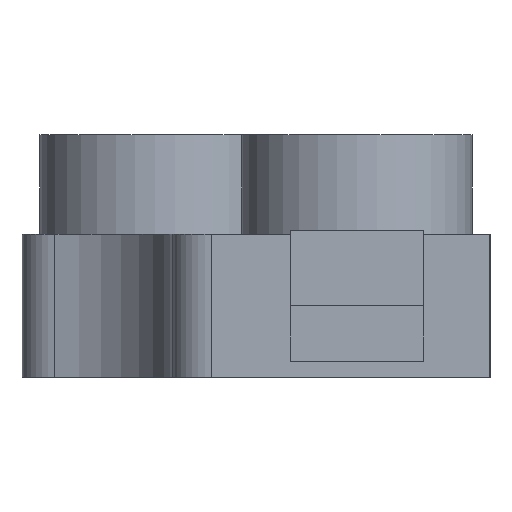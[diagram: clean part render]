
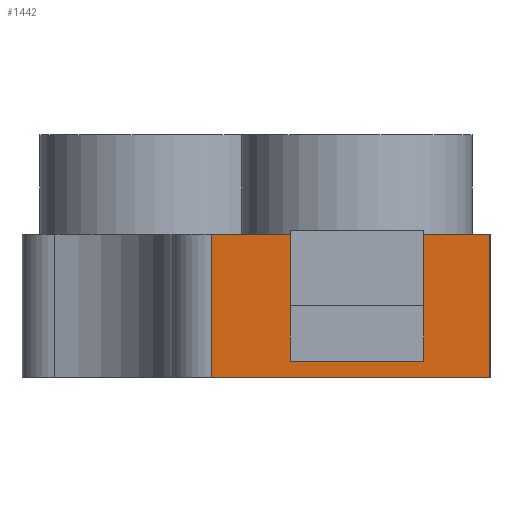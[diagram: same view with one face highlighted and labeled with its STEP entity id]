
A CAD part, left-side view. The second image highlights one B-rep face of the part: STEP entity #1442.
In plain terms, the highlighted planar face has unit normal (-1, 0, 0).
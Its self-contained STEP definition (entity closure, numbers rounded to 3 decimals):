
#72 = PLANE('',#73);
#73 = AXIS2_PLACEMENT_3D('',#74,#75,#76);
#74 = CARTESIAN_POINT('',(5.695,2.561,1.8));
#75 = DIRECTION('',(-0.,-0.,-1.));
#76 = DIRECTION('',(-1.,0.,0.));
#126 = PLANE('',#127);
#127 = AXIS2_PLACEMENT_3D('',#128,#129,#130);
#128 = CARTESIAN_POINT('',(5.695,2.561,0.));
#129 = DIRECTION('',(-0.,-0.,-1.));
#130 = DIRECTION('',(-1.,0.,0.));
#448 = VERTEX_POINT('',#449);
#449 = CARTESIAN_POINT('',(0.,0.,0.));
#463 = PLANE('',#464);
#464 = AXIS2_PLACEMENT_3D('',#465,#466,#467);
#465 = CARTESIAN_POINT('',(0.,0.,0.));
#466 = DIRECTION('',(0.,1.,0.));
#467 = DIRECTION('',(1.,0.,0.));
#475 = EDGE_CURVE('',#448,#476,#478,.T.);
#476 = VERTEX_POINT('',#477);
#477 = CARTESIAN_POINT('',(0.,3.5,0.));
#478 = SURFACE_CURVE('',#479,(#483,#490),.PCURVE_S1.);
#479 = LINE('',#480,#481);
#480 = CARTESIAN_POINT('',(0.,0.,0.));
#481 = VECTOR('',#482,1.);
#482 = DIRECTION('',(0.,1.,0.));
#483 = PCURVE('',#126,#484);
#484 = DEFINITIONAL_REPRESENTATION('',(#485),#489);
#485 = LINE('',#486,#487);
#486 = CARTESIAN_POINT('',(5.695,-2.561));
#487 = VECTOR('',#488,1.);
#488 = DIRECTION('',(0.,1.));
#489 = ( GEOMETRIC_REPRESENTATION_CONTEXT(2) 
PARAMETRIC_REPRESENTATION_CONTEXT() REPRESENTATION_CONTEXT('2D SPACE',''
  ) );
#490 = PCURVE('',#491,#496);
#491 = PLANE('',#492);
#492 = AXIS2_PLACEMENT_3D('',#493,#494,#495);
#493 = CARTESIAN_POINT('',(0.,0.,0.));
#494 = DIRECTION('',(-1.,0.,0.));
#495 = DIRECTION('',(0.,1.,0.));
#496 = DEFINITIONAL_REPRESENTATION('',(#497),#501);
#497 = LINE('',#498,#499);
#498 = CARTESIAN_POINT('',(0.,0.));
#499 = VECTOR('',#500,1.);
#500 = DIRECTION('',(1.,0.));
#501 = ( GEOMETRIC_REPRESENTATION_CONTEXT(2) 
PARAMETRIC_REPRESENTATION_CONTEXT() REPRESENTATION_CONTEXT('2D SPACE',''
  ) );
#524 = CYLINDRICAL_SURFACE('',#525,0.5);
#525 = AXIS2_PLACEMENT_3D('',#526,#527,#528);
#526 = CARTESIAN_POINT('',(0.5,3.5,0.));
#527 = DIRECTION('',(-0.,-0.,-1.));
#528 = DIRECTION('',(1.,0.,0.));
#853 = VERTEX_POINT('',#854);
#854 = CARTESIAN_POINT('',(0.,0.,1.8));
#875 = EDGE_CURVE('',#853,#876,#878,.T.);
#876 = VERTEX_POINT('',#877);
#877 = CARTESIAN_POINT('',(0.,3.5,1.8));
#878 = SURFACE_CURVE('',#879,(#883,#890),.PCURVE_S1.);
#879 = LINE('',#880,#881);
#880 = CARTESIAN_POINT('',(0.,0.,1.8));
#881 = VECTOR('',#882,1.);
#882 = DIRECTION('',(0.,1.,0.));
#883 = PCURVE('',#72,#884);
#884 = DEFINITIONAL_REPRESENTATION('',(#885),#889);
#885 = LINE('',#886,#887);
#886 = CARTESIAN_POINT('',(5.695,-2.561));
#887 = VECTOR('',#888,1.);
#888 = DIRECTION('',(0.,1.));
#889 = ( GEOMETRIC_REPRESENTATION_CONTEXT(2) 
PARAMETRIC_REPRESENTATION_CONTEXT() REPRESENTATION_CONTEXT('2D SPACE',''
  ) );
#890 = PCURVE('',#491,#891);
#891 = DEFINITIONAL_REPRESENTATION('',(#892),#896);
#892 = LINE('',#893,#894);
#893 = CARTESIAN_POINT('',(0.,-1.8));
#894 = VECTOR('',#895,1.);
#895 = DIRECTION('',(1.,0.));
#896 = ( GEOMETRIC_REPRESENTATION_CONTEXT(2) 
PARAMETRIC_REPRESENTATION_CONTEXT() REPRESENTATION_CONTEXT('2D SPACE',''
  ) );
#1392 = EDGE_CURVE('',#448,#853,#1393,.T.);
#1393 = SURFACE_CURVE('',#1394,(#1398,#1405),.PCURVE_S1.);
#1394 = LINE('',#1395,#1396);
#1395 = CARTESIAN_POINT('',(0.,0.,0.));
#1396 = VECTOR('',#1397,1.);
#1397 = DIRECTION('',(0.,0.,1.));
#1398 = PCURVE('',#463,#1399);
#1399 = DEFINITIONAL_REPRESENTATION('',(#1400),#1404);
#1400 = LINE('',#1401,#1402);
#1401 = CARTESIAN_POINT('',(0.,0.));
#1402 = VECTOR('',#1403,1.);
#1403 = DIRECTION('',(0.,-1.));
#1404 = ( GEOMETRIC_REPRESENTATION_CONTEXT(2) 
PARAMETRIC_REPRESENTATION_CONTEXT() REPRESENTATION_CONTEXT('2D SPACE',''
  ) );
#1405 = PCURVE('',#491,#1406);
#1406 = DEFINITIONAL_REPRESENTATION('',(#1407),#1411);
#1407 = LINE('',#1408,#1409);
#1408 = CARTESIAN_POINT('',(0.,0.));
#1409 = VECTOR('',#1410,1.);
#1410 = DIRECTION('',(0.,-1.));
#1411 = ( GEOMETRIC_REPRESENTATION_CONTEXT(2) 
PARAMETRIC_REPRESENTATION_CONTEXT() REPRESENTATION_CONTEXT('2D SPACE',''
  ) );
#1421 = EDGE_CURVE('',#476,#876,#1422,.T.);
#1422 = SURFACE_CURVE('',#1423,(#1427,#1434),.PCURVE_S1.);
#1423 = LINE('',#1424,#1425);
#1424 = CARTESIAN_POINT('',(0.,3.5,0.));
#1425 = VECTOR('',#1426,1.);
#1426 = DIRECTION('',(0.,0.,1.));
#1427 = PCURVE('',#524,#1428);
#1428 = DEFINITIONAL_REPRESENTATION('',(#1429),#1433);
#1429 = LINE('',#1430,#1431);
#1430 = CARTESIAN_POINT('',(-3.142,0.));
#1431 = VECTOR('',#1432,1.);
#1432 = DIRECTION('',(-0.,-1.));
#1433 = ( GEOMETRIC_REPRESENTATION_CONTEXT(2) 
PARAMETRIC_REPRESENTATION_CONTEXT() REPRESENTATION_CONTEXT('2D SPACE',''
  ) );
#1434 = PCURVE('',#491,#1435);
#1435 = DEFINITIONAL_REPRESENTATION('',(#1436),#1440);
#1436 = LINE('',#1437,#1438);
#1437 = CARTESIAN_POINT('',(3.5,0.));
#1438 = VECTOR('',#1439,1.);
#1439 = DIRECTION('',(0.,-1.));
#1440 = ( GEOMETRIC_REPRESENTATION_CONTEXT(2) 
PARAMETRIC_REPRESENTATION_CONTEXT() REPRESENTATION_CONTEXT('2D SPACE',''
  ) );
#1442 = ADVANCED_FACE('',(#1443,#1449),#491,.T.);
#1443 = FACE_BOUND('',#1444,.T.);
#1444 = EDGE_LOOP('',(#1445,#1446,#1447,#1448));
#1445 = ORIENTED_EDGE('',*,*,#1392,.T.);
#1446 = ORIENTED_EDGE('',*,*,#875,.T.);
#1447 = ORIENTED_EDGE('',*,*,#1421,.F.);
#1448 = ORIENTED_EDGE('',*,*,#475,.F.);
#1449 = FACE_BOUND('',#1450,.T.);
#1450 = EDGE_LOOP('',(#1451,#1481,#1509,#1537));
#1451 = ORIENTED_EDGE('',*,*,#1452,.T.);
#1452 = EDGE_CURVE('',#1453,#1455,#1457,.T.);
#1453 = VERTEX_POINT('',#1454);
#1454 = CARTESIAN_POINT('',(0.,2.515,0.2));
#1455 = VERTEX_POINT('',#1456);
#1456 = CARTESIAN_POINT('',(0.,2.515,0.9));
#1457 = SURFACE_CURVE('',#1458,(#1462,#1469),.PCURVE_S1.);
#1458 = LINE('',#1459,#1460);
#1459 = CARTESIAN_POINT('',(0.,2.515,0.2));
#1460 = VECTOR('',#1461,1.);
#1461 = DIRECTION('',(0.,0.,1.));
#1462 = PCURVE('',#491,#1463);
#1463 = DEFINITIONAL_REPRESENTATION('',(#1464),#1468);
#1464 = LINE('',#1465,#1466);
#1465 = CARTESIAN_POINT('',(2.515,-0.2));
#1466 = VECTOR('',#1467,1.);
#1467 = DIRECTION('',(0.,-1.));
#1468 = ( GEOMETRIC_REPRESENTATION_CONTEXT(2) 
PARAMETRIC_REPRESENTATION_CONTEXT() REPRESENTATION_CONTEXT('2D SPACE',''
  ) );
#1469 = PCURVE('',#1470,#1475);
#1470 = PLANE('',#1471);
#1471 = AXIS2_PLACEMENT_3D('',#1472,#1473,#1474);
#1472 = CARTESIAN_POINT('',(0.,2.515,0.2));
#1473 = DIRECTION('',(0.,1.,0.));
#1474 = DIRECTION('',(0.,0.,1.));
#1475 = DEFINITIONAL_REPRESENTATION('',(#1476),#1480);
#1476 = LINE('',#1477,#1478);
#1477 = CARTESIAN_POINT('',(0.,0.));
#1478 = VECTOR('',#1479,1.);
#1479 = DIRECTION('',(1.,0.));
#1480 = ( GEOMETRIC_REPRESENTATION_CONTEXT(2) 
PARAMETRIC_REPRESENTATION_CONTEXT() REPRESENTATION_CONTEXT('2D SPACE',''
  ) );
#1481 = ORIENTED_EDGE('',*,*,#1482,.T.);
#1482 = EDGE_CURVE('',#1455,#1483,#1485,.T.);
#1483 = VERTEX_POINT('',#1484);
#1484 = CARTESIAN_POINT('',(0.,0.835,0.9));
#1485 = SURFACE_CURVE('',#1486,(#1490,#1497),.PCURVE_S1.);
#1486 = LINE('',#1487,#1488);
#1487 = CARTESIAN_POINT('',(0.,2.515,0.9));
#1488 = VECTOR('',#1489,1.);
#1489 = DIRECTION('',(0.,-1.,0.));
#1490 = PCURVE('',#491,#1491);
#1491 = DEFINITIONAL_REPRESENTATION('',(#1492),#1496);
#1492 = LINE('',#1493,#1494);
#1493 = CARTESIAN_POINT('',(2.515,-0.9));
#1494 = VECTOR('',#1495,1.);
#1495 = DIRECTION('',(-1.,0.));
#1496 = ( GEOMETRIC_REPRESENTATION_CONTEXT(2) 
PARAMETRIC_REPRESENTATION_CONTEXT() REPRESENTATION_CONTEXT('2D SPACE',''
  ) );
#1497 = PCURVE('',#1498,#1503);
#1498 = PLANE('',#1499);
#1499 = AXIS2_PLACEMENT_3D('',#1500,#1501,#1502);
#1500 = CARTESIAN_POINT('',(0.,2.515,0.9));
#1501 = DIRECTION('',(0.,0.,1.));
#1502 = DIRECTION('',(0.,-1.,0.));
#1503 = DEFINITIONAL_REPRESENTATION('',(#1504),#1508);
#1504 = LINE('',#1505,#1506);
#1505 = CARTESIAN_POINT('',(0.,0.));
#1506 = VECTOR('',#1507,1.);
#1507 = DIRECTION('',(1.,0.));
#1508 = ( GEOMETRIC_REPRESENTATION_CONTEXT(2) 
PARAMETRIC_REPRESENTATION_CONTEXT() REPRESENTATION_CONTEXT('2D SPACE',''
  ) );
#1509 = ORIENTED_EDGE('',*,*,#1510,.T.);
#1510 = EDGE_CURVE('',#1483,#1511,#1513,.T.);
#1511 = VERTEX_POINT('',#1512);
#1512 = CARTESIAN_POINT('',(0.,0.835,0.2));
#1513 = SURFACE_CURVE('',#1514,(#1518,#1525),.PCURVE_S1.);
#1514 = LINE('',#1515,#1516);
#1515 = CARTESIAN_POINT('',(0.,0.835,0.9));
#1516 = VECTOR('',#1517,1.);
#1517 = DIRECTION('',(0.,0.,-1.));
#1518 = PCURVE('',#491,#1519);
#1519 = DEFINITIONAL_REPRESENTATION('',(#1520),#1524);
#1520 = LINE('',#1521,#1522);
#1521 = CARTESIAN_POINT('',(0.835,-0.9));
#1522 = VECTOR('',#1523,1.);
#1523 = DIRECTION('',(0.,1.));
#1524 = ( GEOMETRIC_REPRESENTATION_CONTEXT(2) 
PARAMETRIC_REPRESENTATION_CONTEXT() REPRESENTATION_CONTEXT('2D SPACE',''
  ) );
#1525 = PCURVE('',#1526,#1531);
#1526 = PLANE('',#1527);
#1527 = AXIS2_PLACEMENT_3D('',#1528,#1529,#1530);
#1528 = CARTESIAN_POINT('',(0.,0.835,0.9));
#1529 = DIRECTION('',(-0.,-1.,-0.));
#1530 = DIRECTION('',(0.,0.,-1.));
#1531 = DEFINITIONAL_REPRESENTATION('',(#1532),#1536);
#1532 = LINE('',#1533,#1534);
#1533 = CARTESIAN_POINT('',(0.,0.));
#1534 = VECTOR('',#1535,1.);
#1535 = DIRECTION('',(1.,0.));
#1536 = ( GEOMETRIC_REPRESENTATION_CONTEXT(2) 
PARAMETRIC_REPRESENTATION_CONTEXT() REPRESENTATION_CONTEXT('2D SPACE',''
  ) );
#1537 = ORIENTED_EDGE('',*,*,#1538,.T.);
#1538 = EDGE_CURVE('',#1511,#1453,#1539,.T.);
#1539 = SURFACE_CURVE('',#1540,(#1544,#1551),.PCURVE_S1.);
#1540 = LINE('',#1541,#1542);
#1541 = CARTESIAN_POINT('',(0.,0.835,0.2));
#1542 = VECTOR('',#1543,1.);
#1543 = DIRECTION('',(0.,1.,0.));
#1544 = PCURVE('',#491,#1545);
#1545 = DEFINITIONAL_REPRESENTATION('',(#1546),#1550);
#1546 = LINE('',#1547,#1548);
#1547 = CARTESIAN_POINT('',(0.835,-0.2));
#1548 = VECTOR('',#1549,1.);
#1549 = DIRECTION('',(1.,0.));
#1550 = ( GEOMETRIC_REPRESENTATION_CONTEXT(2) 
PARAMETRIC_REPRESENTATION_CONTEXT() REPRESENTATION_CONTEXT('2D SPACE',''
  ) );
#1551 = PCURVE('',#1552,#1557);
#1552 = PLANE('',#1553);
#1553 = AXIS2_PLACEMENT_3D('',#1554,#1555,#1556);
#1554 = CARTESIAN_POINT('',(0.,0.835,0.2));
#1555 = DIRECTION('',(0.,0.,-1.));
#1556 = DIRECTION('',(0.,1.,0.));
#1557 = DEFINITIONAL_REPRESENTATION('',(#1558),#1562);
#1558 = LINE('',#1559,#1560);
#1559 = CARTESIAN_POINT('',(0.,0.));
#1560 = VECTOR('',#1561,1.);
#1561 = DIRECTION('',(1.,0.));
#1562 = ( GEOMETRIC_REPRESENTATION_CONTEXT(2) 
PARAMETRIC_REPRESENTATION_CONTEXT() REPRESENTATION_CONTEXT('2D SPACE',''
  ) );
